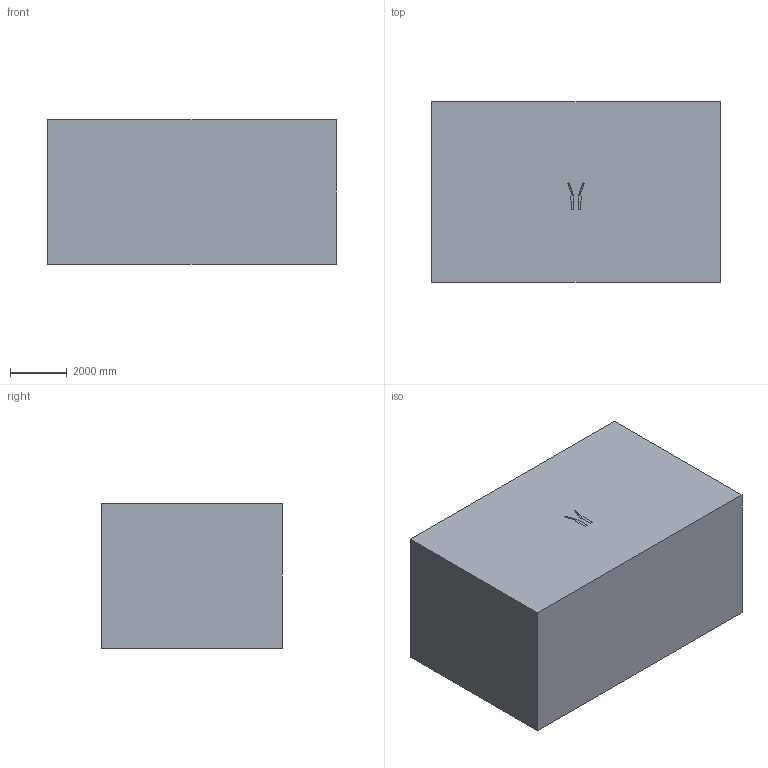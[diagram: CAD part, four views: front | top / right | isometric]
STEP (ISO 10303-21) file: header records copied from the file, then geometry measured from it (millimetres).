
FILE_DESCRIPTION (( 'STEP AP203' ), '1' );
FILE_NAME ('Conical20DegWithSmallMesh.STEP', '2023-09-28T17:41:57', ( '' ), ( '' ), 'SwSTEP 2.0', 'SolidWorks 2023', '' );
FILE_SCHEMA (( 'CONFIG_CONTROL_DESIGN' ));
Length unit declared in the file: inch
Products named in the file (1): Conical20DegWithSmallMesh
Bounding box: 10160 x 6350 x 5080 mm (x, y, z)
Volume: 327741280000 mm3; surface area: 299188940 mm2
Topology: 2 solids, 2 shells, 160 faces, 464 edges, 308 vertices
Faces by surface type: cone 136, cylinder 12, plane 12
Entity records: 5437 total; most frequent: DIRECTION 986, CARTESIAN_POINT 933, ORIENTED_EDGE 928, EDGE_CURVE 464, AXIS2_PLACEMENT_3D 361, VERTEX_POINT 308, VECTOR 264, LINE 264
